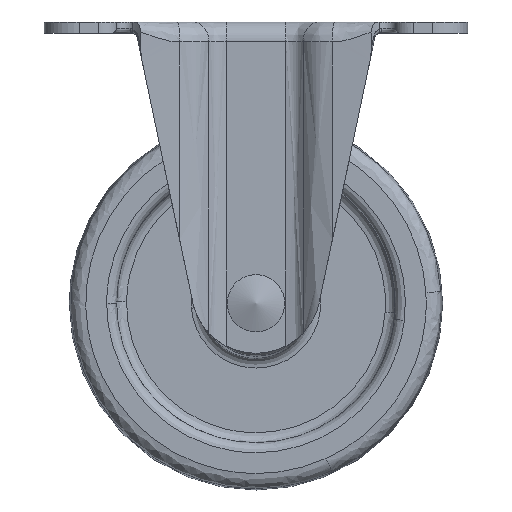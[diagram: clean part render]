
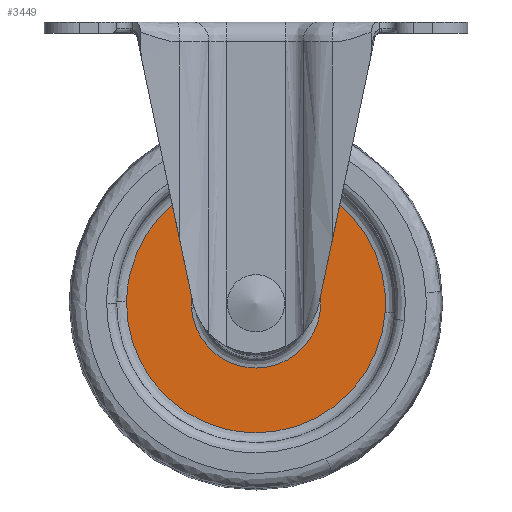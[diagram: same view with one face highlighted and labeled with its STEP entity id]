
A CAD part, front view. The second image highlights one B-rep face of the part: STEP entity #3449.
In plain terms, the highlighted free-form (B-spline) face has degree [1, 1] with [2, 2] control points.
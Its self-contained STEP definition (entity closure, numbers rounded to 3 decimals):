
#1758=CARTESIAN_POINT('',(-12.961,-7.5,-57.479));
#1759=VERTEX_POINT('',#1758);
#1773=CARTESIAN_POINT('',(0.0,-7.5,-69.498));
#1774=VERTEX_POINT('',#1773);
#1775=CARTESIAN_POINT('',(-12.961,-7.5,-57.479));
#1776=CARTESIAN_POINT('',(-12.053,-7.5,-69.498));
#1777=CARTESIAN_POINT('',(0.0,-7.5,-69.498));
#1785=(BOUNDED_CURVE()B_SPLINE_CURVE(2,(#1775,#1776,#1777),.UNSPECIFIED.,.F.,.U.)B_SPLINE_CURVE_WITH_KNOTS((3,3),(0.763,1.0),.UNSPECIFIED.)CURVE()GEOMETRIC_REPRESENTATION_ITEM()RATIONAL_B_SPLINE_CURVE((0.971,0.722,1.0))REPRESENTATION_ITEM(''));
#1786=EDGE_CURVE('',#1759,#1774,#1785,.T.);
#1788=CARTESIAN_POINT('',(12.961,-7.5,-55.521));
#1789=VERTEX_POINT('',#1788);
#1790=CARTESIAN_POINT('',(0.0,-7.5,-69.498));
#1791=CARTESIAN_POINT('',(12.998,-7.5,-69.498));
#1792=CARTESIAN_POINT('',(12.998,-7.5,-56.5));
#1793=CARTESIAN_POINT('',(12.998,-7.5,-56.01));
#1794=CARTESIAN_POINT('',(12.961,-7.5,-55.521));
#1802=(BOUNDED_CURVE()B_SPLINE_CURVE(2,(#1790,#1791,#1792,#1793,#1794),.UNSPECIFIED.,.F.,.U.)B_SPLINE_CURVE_WITH_KNOTS((3,2,3),(0.0,0.25,0.263),.UNSPECIFIED.)CURVE()GEOMETRIC_REPRESENTATION_ITEM()RATIONAL_B_SPLINE_CURVE((1.0,0.707,1.0,0.985,0.971))REPRESENTATION_ITEM(''));
#1803=EDGE_CURVE('',#1774,#1789,#1802,.T.);
#1849=CARTESIAN_POINT('',(0.0,-7.5,-43.502));
#1850=VERTEX_POINT('',#1849);
#1851=CARTESIAN_POINT('',(12.961,-7.5,-55.521));
#1852=CARTESIAN_POINT('',(12.053,-7.5,-43.502));
#1853=CARTESIAN_POINT('',(0.0,-7.5,-43.502));
#1861=(BOUNDED_CURVE()B_SPLINE_CURVE(2,(#1851,#1852,#1853),.UNSPECIFIED.,.F.,.U.)B_SPLINE_CURVE_WITH_KNOTS((3,3),(0.263,0.5),.UNSPECIFIED.)CURVE()GEOMETRIC_REPRESENTATION_ITEM()RATIONAL_B_SPLINE_CURVE((0.971,0.722,1.0))REPRESENTATION_ITEM(''));
#1862=EDGE_CURVE('',#1789,#1850,#1861,.T.);
#1864=CARTESIAN_POINT('',(0.0,-7.5,-43.502));
#1865=CARTESIAN_POINT('',(-12.998,-7.5,-43.502));
#1866=CARTESIAN_POINT('',(-12.998,-7.5,-56.5));
#1867=CARTESIAN_POINT('',(-12.998,-7.5,-56.99));
#1868=CARTESIAN_POINT('',(-12.961,-7.5,-57.479));
#1876=(BOUNDED_CURVE()B_SPLINE_CURVE(2,(#1864,#1865,#1866,#1867,#1868),.UNSPECIFIED.,.F.,.U.)B_SPLINE_CURVE_WITH_KNOTS((3,2,3),(0.5,0.75,0.763),.UNSPECIFIED.)CURVE()GEOMETRIC_REPRESENTATION_ITEM()RATIONAL_B_SPLINE_CURVE((1.0,0.707,1.0,0.985,0.971))REPRESENTATION_ITEM(''));
#1877=EDGE_CURVE('',#1850,#1759,#1876,.T.);
#1913=CARTESIAN_POINT('',(25.937,-7.5,-58.313));
#1914=VERTEX_POINT('',#1913);
#1915=CARTESIAN_POINT('',(0.0,-7.5,-30.5));
#1916=VERTEX_POINT('',#1915);
#1917=CARTESIAN_POINT('',(25.937,-7.5,-58.313));
#1918=CARTESIAN_POINT('',(26.0,-7.5,-57.408));
#1919=CARTESIAN_POINT('',(26.0,-7.5,-56.5));
#1920=CARTESIAN_POINT('',(26.,-7.5,-30.5));
#1921=CARTESIAN_POINT('',(0.0,-7.5,-30.5));
#1929=(BOUNDED_CURVE()B_SPLINE_CURVE(2,(#1917,#1918,#1919,#1920,#1921),.UNSPECIFIED.,.F.,.U.)B_SPLINE_CURVE_WITH_KNOTS((3,2,3),(0.238,0.25,0.5),.UNSPECIFIED.)CURVE()GEOMETRIC_REPRESENTATION_ITEM()RATIONAL_B_SPLINE_CURVE((0.973,0.986,1.0,0.707,1.0))REPRESENTATION_ITEM(''));
#1930=EDGE_CURVE('',#1914,#1916,#1929,.T.);
#1949=CARTESIAN_POINT('',(-25.998,-7.5,-56.173));
#1950=VERTEX_POINT('',#1949);
#1964=CARTESIAN_POINT('',(0.0,-7.5,-30.5));
#1965=CARTESIAN_POINT('',(-25.675,-7.5,-30.5));
#1966=CARTESIAN_POINT('',(-25.998,-7.5,-56.173));
#1974=(BOUNDED_CURVE()B_SPLINE_CURVE(2,(#1964,#1965,#1966),.UNSPECIFIED.,.F.,.U.)B_SPLINE_CURVE_WITH_KNOTS((3,3),(0.5,0.748),.UNSPECIFIED.)CURVE()GEOMETRIC_REPRESENTATION_ITEM()RATIONAL_B_SPLINE_CURVE((1.0,0.71,0.995))REPRESENTATION_ITEM(''));
#1975=EDGE_CURVE('',#1916,#1950,#1974,.T.);
#2003=CARTESIAN_POINT('',(0.0,-7.5,-82.5));
#2004=VERTEX_POINT('',#2003);
#2005=CARTESIAN_POINT('',(0.0,-7.5,-82.5));
#2006=CARTESIAN_POINT('',(24.246,-7.5,-82.5));
#2007=CARTESIAN_POINT('',(25.937,-7.5,-58.313));
#2015=(BOUNDED_CURVE()B_SPLINE_CURVE(2,(#2005,#2006,#2007),.UNSPECIFIED.,.F.,.U.)B_SPLINE_CURVE_WITH_KNOTS((3,3),(0.0,0.238),.UNSPECIFIED.)CURVE()GEOMETRIC_REPRESENTATION_ITEM()RATIONAL_B_SPLINE_CURVE((1.0,0.721,0.973))REPRESENTATION_ITEM(''));
#2016=EDGE_CURVE('',#2004,#1914,#2015,.T.);
#2018=CARTESIAN_POINT('',(-25.998,-7.5,-56.173));
#2019=CARTESIAN_POINT('',(-26.,-7.5,-56.337));
#2020=CARTESIAN_POINT('',(-26.0,-7.5,-56.5));
#2021=CARTESIAN_POINT('',(-26.,-7.5,-82.5));
#2022=CARTESIAN_POINT('',(0.0,-7.5,-82.5));
#2030=(BOUNDED_CURVE()B_SPLINE_CURVE(2,(#2018,#2019,#2020,#2021,#2022),.UNSPECIFIED.,.F.,.U.)B_SPLINE_CURVE_WITH_KNOTS((3,2,3),(0.748,0.75,1.0),.UNSPECIFIED.)CURVE()GEOMETRIC_REPRESENTATION_ITEM()RATIONAL_B_SPLINE_CURVE((0.995,0.997,1.0,0.707,1.0))REPRESENTATION_ITEM(''));
#2031=EDGE_CURVE('',#1950,#2004,#2030,.T.);
#3432=CARTESIAN_POINT('',(-28.595,-7.5,-85.097));
#3433=CARTESIAN_POINT('',(-28.595,-7.5,-27.903));
#3434=CARTESIAN_POINT('',(28.594,-7.5,-85.097));
#3435=CARTESIAN_POINT('',(28.594,-7.5,-27.903));
#3436=B_SPLINE_SURFACE_WITH_KNOTS('',1,1,((#3432,#3434),(#3433,#3435)),.UNSPECIFIED.,.F.,.F.,.U.,(2,2),(2,2),(0.0,57.195),(0.0,57.189),.UNSPECIFIED.);
#3437=ORIENTED_EDGE('',*,*,#2016,.T.);
#3438=ORIENTED_EDGE('',*,*,#1930,.T.);
#3439=ORIENTED_EDGE('',*,*,#1975,.T.);
#3440=ORIENTED_EDGE('',*,*,#2031,.T.);
#3441=EDGE_LOOP('',(#3437,#3438,#3439,#3440));
#3442=FACE_OUTER_BOUND('',#3441,.T.);
#3443=ORIENTED_EDGE('',*,*,#1803,.F.);
#3444=ORIENTED_EDGE('',*,*,#1786,.F.);
#3445=ORIENTED_EDGE('',*,*,#1877,.F.);
#3446=ORIENTED_EDGE('',*,*,#1862,.F.);
#3447=EDGE_LOOP('',(#3443,#3444,#3445,#3446));
#3448=FACE_BOUND('',#3447,.T.);
#3449=ADVANCED_FACE('',(#3442,#3448),#3436,.F.);
